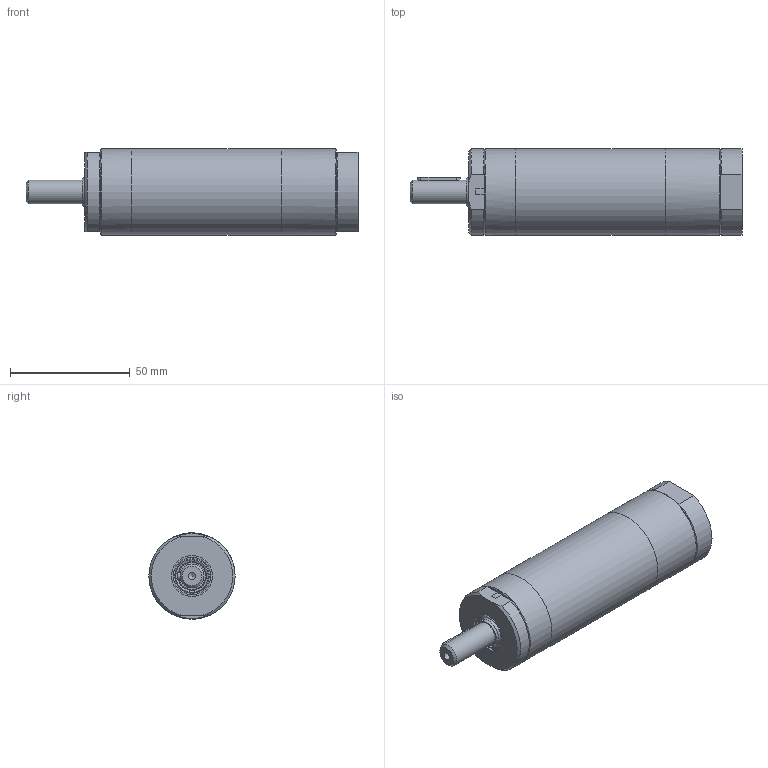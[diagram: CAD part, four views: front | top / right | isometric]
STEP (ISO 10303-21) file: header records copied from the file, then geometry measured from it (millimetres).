
FILE_DESCRIPTION(/* description */ (''),/* implementation_level */ '2;1');
FILE_NAME(/* name */ 'MRD 25-1040_29945147.stp',/* time_stamp */ '2018-11-06T14:44:01+01:00',/* author */ ('flambert'),/* organization */ (''),/* preprocessor_version */ 'ST-DEVELOPER v17',/* originating_system */ 'Autodesk Inventor 2018',/* authorisation */ '');
FILE_SCHEMA (('AUTOMOTIVE_DESIGN { 1 0 10303 214 3 1 1 }'));
Length unit declared in the file: millimetre
Products named in the file (1): MRD 25-1040_29945147
Bounding box: 138.5 x 36 x 36 mm (x, y, z)
Volume: 115530.3 mm3; surface area: 16952.8 mm2
Topology: 1 solids, 2 shells, 143 faces, 377 edges, 252 vertices
Faces by surface type: plane 95, cylinder 20, cone 20, bspline 7, torus 1
Full cylindrical faces by diameter (mm): 3.242 x1, 4 x1, 8.566 x2, 10 x1, 11.445 x1, 11.95 x1, 15.5 x1, 17 x1, 36 x3
Entity records: 4683 total; most frequent: CARTESIAN_POINT 968, ORIENTED_EDGE 750, DIRECTION 698, EDGE_CURVE 375, VERTEX_POINT 252, LINE 242, VECTOR 242, AXIS2_PLACEMENT_3D 228
